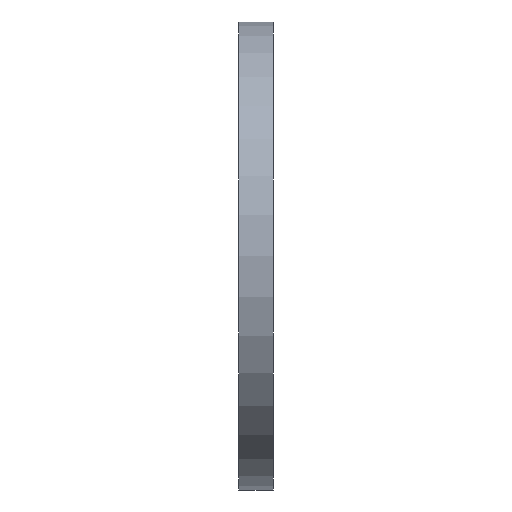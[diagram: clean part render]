
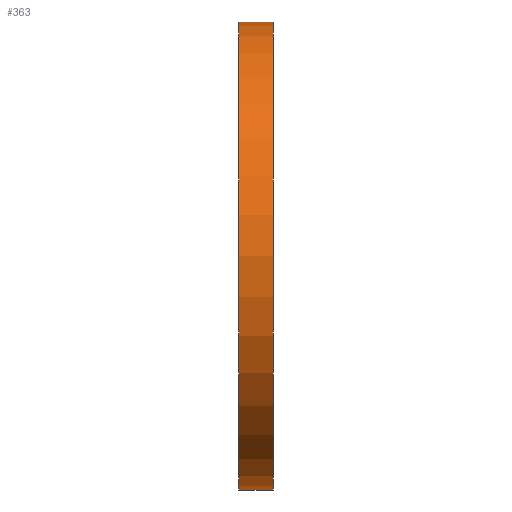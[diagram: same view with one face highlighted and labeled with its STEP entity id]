
A CAD part, front view. The second image highlights one B-rep face of the part: STEP entity #363.
In plain terms, the highlighted cylindrical face has radius 204.5 mm (diameter 409 mm), a partial arc.
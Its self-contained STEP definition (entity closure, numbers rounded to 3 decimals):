
#233 = EDGE_CURVE( '', #417, #319, #571, .T. );
#267 = EDGE_CURVE( '', #473, #417, #606, .T. );
#319 = VERTEX_POINT( '', #688 );
#325 = EDGE_CURVE( '', #319, #389, #694, .T. );
#363 = ADVANCED_FACE( '', ( #736 ), #737, .T. );
#367 = EDGE_CURVE( '', #389, #473, #741, .T. );
#389 = VERTEX_POINT( '', #764 );
#417 = VERTEX_POINT( '', #794 );
#473 = VERTEX_POINT( '', #856 );
#571 = LINE( '', #967, #968 );
#606 = CIRCLE( '', #1013, 204.5 );
#688 = CARTESIAN_POINT( '', ( 30., 0., -204.5 ) );
#694 = CIRCLE( '', #1115, 204.5 );
#736 = FACE_OUTER_BOUND( '', #1169, .T. );
#737 = CYLINDRICAL_SURFACE( '', #1170, 204.5 );
#741 = LINE( '', #1175, #1176 );
#764 = CARTESIAN_POINT( '', ( 30., 0., 204.5 ) );
#794 = CARTESIAN_POINT( '', ( 0., 0., -204.5 ) );
#856 = CARTESIAN_POINT( '', ( 0., 0., 204.5 ) );
#967 = CARTESIAN_POINT( '', ( 0., 0., -204.5 ) );
#968 = VECTOR( '', #1425, 1. );
#1013 = AXIS2_PLACEMENT_3D( '', #1450, #1451, #1452 );
#1115 = AXIS2_PLACEMENT_3D( '', #1579, #1580, #1581 );
#1169 = EDGE_LOOP( '', ( #1631, #1632, #1633, #1634 ) );
#1170 = AXIS2_PLACEMENT_3D( '', #1635, #1636, #1637 );
#1175 = CARTESIAN_POINT( '', ( 0., 0., 204.5 ) );
#1176 = VECTOR( '', #1638, 1. );
#1425 = DIRECTION( '', ( 1., 0., 0. ) );
#1450 = CARTESIAN_POINT( '', ( 0., 0., 0. ) );
#1451 = DIRECTION( '', ( 1., 0., 0. ) );
#1452 = DIRECTION( '', ( 0., 0., -1. ) );
#1579 = CARTESIAN_POINT( '', ( 30., 0., 0. ) );
#1580 = DIRECTION( '', ( -1., 0., 0. ) );
#1581 = DIRECTION( '', ( 0., 0., -1. ) );
#1631 = ORIENTED_EDGE( '', *, *, #233, .T. );
#1632 = ORIENTED_EDGE( '', *, *, #325, .T. );
#1633 = ORIENTED_EDGE( '', *, *, #367, .T. );
#1634 = ORIENTED_EDGE( '', *, *, #267, .T. );
#1635 = CARTESIAN_POINT( '', ( 0., 0., 0. ) );
#1636 = DIRECTION( '', ( -1., 0., 0. ) );
#1637 = DIRECTION( '', ( 0., 0., -1. ) );
#1638 = DIRECTION( '', ( -1., 0., 0. ) );
